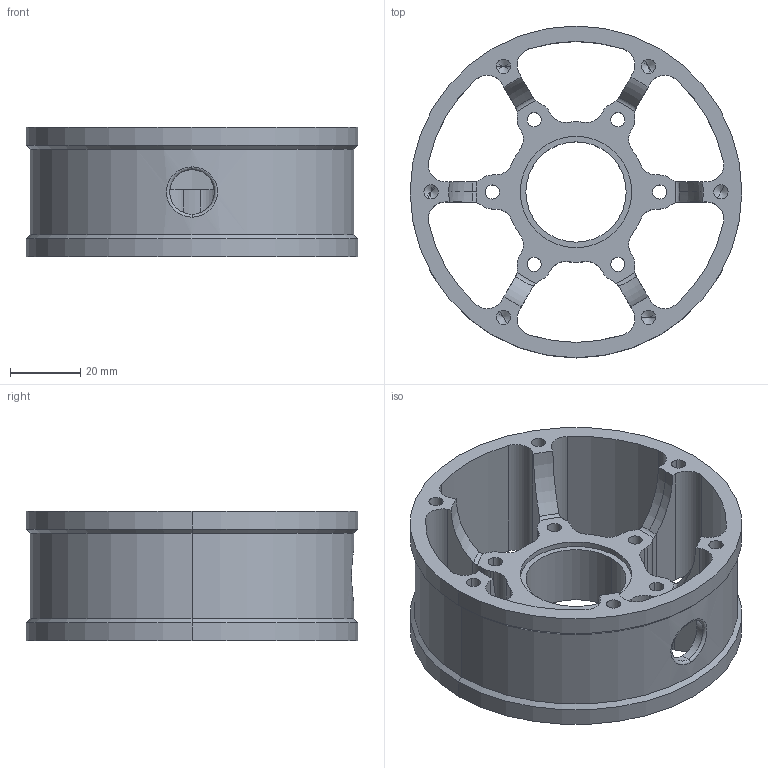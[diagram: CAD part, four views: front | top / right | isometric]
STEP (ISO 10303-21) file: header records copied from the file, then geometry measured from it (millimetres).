
FILE_DESCRIPTION (( 'STEP AP214' ), '1' );
FILE_NAME ('am-3931 Aluminum 8IN Pneumatic Wheel Bearing BoreCore.STEP', '2018-12-04T19:17:26', ( '' ), ( '' ), 'SwSTEP 2.0', 'SolidWorks 2018', '' );
FILE_SCHEMA (( 'AUTOMOTIVE_DESIGN' ));
Length unit declared in the file: inch
Products named in the file (1): am-3931 Aluminum 8IN Pneumatic Wheel Bearing BoreCore
Bounding box: 94.49 x 94.49 x 36.83 mm (x, y, z)
Volume: 71580.4 mm3; surface area: 37957.5 mm2
Topology: 1 solids, 1 shells, 191 faces, 546 edges, 341 vertices
Faces by surface type: cylinder 118, cone 28, plane 28, torus 15, bspline 2
Entity records: 7125 total; most frequent: CARTESIAN_POINT 1876, DIRECTION 1118, ORIENTED_EDGE 1044, EDGE_CURVE 522, AXIS2_PLACEMENT_3D 450, VERTEX_POINT 341, CIRCLE 260, EDGE_LOOP 227
